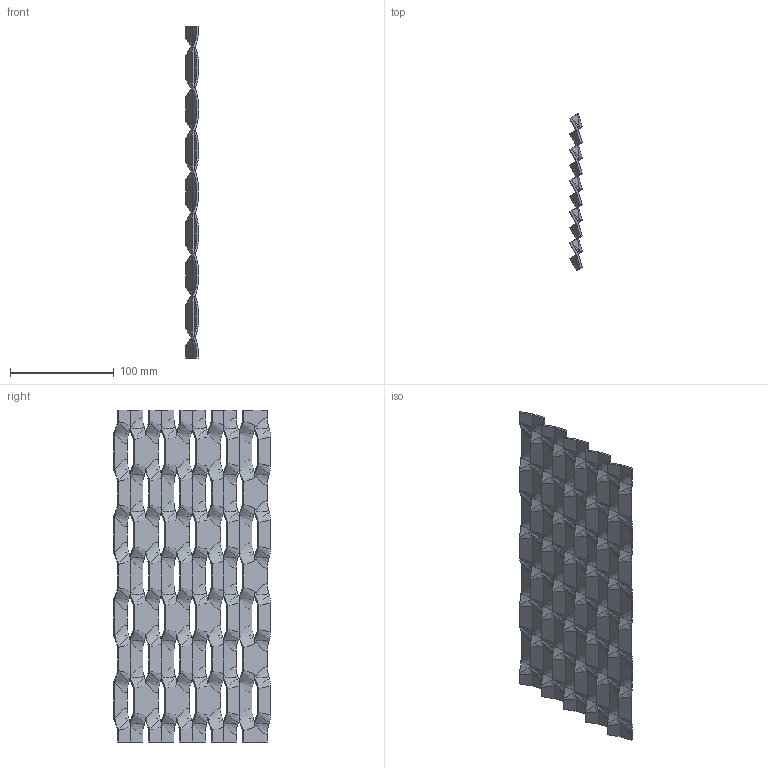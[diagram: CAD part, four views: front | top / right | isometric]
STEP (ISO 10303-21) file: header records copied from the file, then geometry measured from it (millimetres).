
FILE_DESCRIPTION(/* description */ (''),/* implementation_level */ '2;1');
FILE_NAME(/* name */ 'TK 80x30x13x2 Made in Czech.stp',/* time_stamp */ '2021-03-24T07:31:42+01:00',/* author */ ('martin.kocian'),/* organization */ (''),/* preprocessor_version */ 'ST-DEVELOPER v18.1',/* originating_system */ 'Autodesk Inventor 2021',/* authorisation */ '');
FILE_SCHEMA (('AUTOMOTIVE_DESIGN { 1 0 10303 214 3 1 1 }'));
Products named in the file (1): THK univerzal
Bounding box: 12 x 150.8 x 320 mm (x, y, z)
Volume: 82676 mm3; surface area: 94845 mm2
Topology: 1 solids, 1 shells, 1152 faces, 3674 edges, 2460 vertices
Faces by surface type: bspline 720, plane 432
Entity records: 68735 total; most frequent: CARTESIAN_POINT 43079, ORIENTED_EDGE 7348, EDGE_CURVE 3674, VERTEX_POINT 2460, B_SPLINE_CURVE_WITH_KNOTS 2400, DIRECTION 2140, LINE 1274, VECTOR 1274
